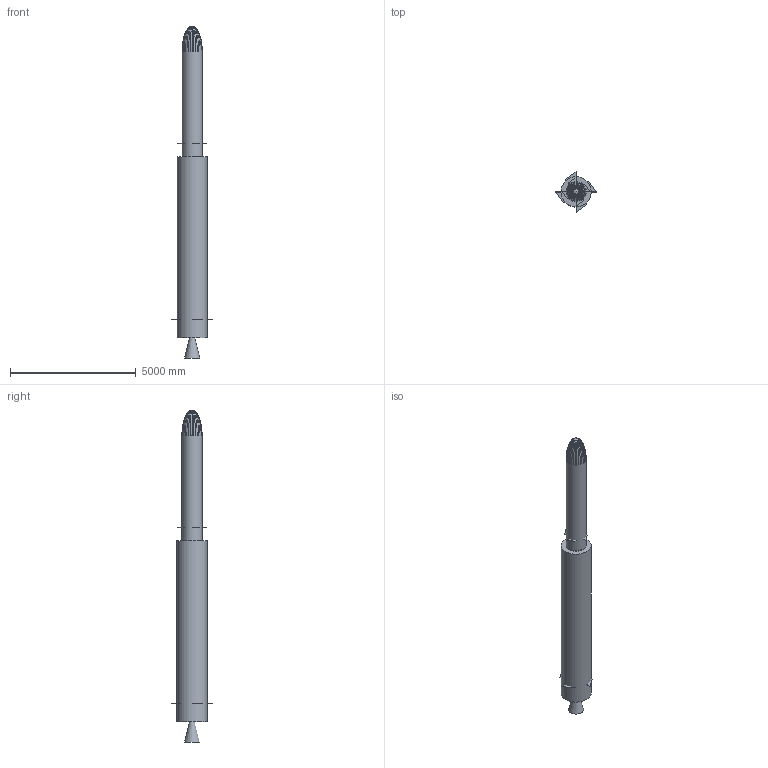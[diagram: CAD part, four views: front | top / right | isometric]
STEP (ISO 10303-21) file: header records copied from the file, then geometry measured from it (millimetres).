
FILE_DESCRIPTION(('FreeCAD Model'),'2;1');
FILE_NAME('Open CASCADE Shape Model','2025-04-13T20:23:00',('Author'),( ''),'Open CASCADE STEP processor 7.8','FreeCAD','Unknown');
FILE_SCHEMA(('AUTOMOTIVE_DESIGN { 1 0 10303 214 1 1 1 1 }'));
Length unit declared in the file: millimetre
Products named in the file (17): TwoStageRocket; FirstStageBody; SecondStageBody; NoseCone; FirstStageFin_1; FirstStageFin_2; FirstStageFin_3; FirstStageFin_4; SecondStageFin_1; SecondStageFin_2; SecondStageFin_3; SecondStageFin_4; FirstStageNozzle; SecondStageNozzle; FirstStagePressureVessel; SecondStagePressureVessel; StageSeparationSystem
Assembly tree (16 placements, depth 2):
  TwoStageRocket
    FirstStageBody
    SecondStageBody
    NoseCone
    FirstStageFin_1
    FirstStageFin_2
    FirstStageFin_3
    FirstStageFin_4
    SecondStageFin_1
    SecondStageFin_2
    SecondStageFin_3
    SecondStageFin_4
    FirstStageNozzle
    SecondStageNozzle
    FirstStagePressureVessel
    SecondStagePressureVessel
    StageSeparationSystem
Bounding box: 1600 x 1600 x 13200 mm (x, y, z)
Volume: 10825469636.9 mm3; surface area: 74467597.9 mm2
Topology: 16 solids, 16 shells, 129 faces, 223 edges, 139 vertices
Faces by surface type: plane 77, cone 32, cylinder 20
Full cylindrical faces by diameter (mm): 10 x12, 595 x1, 600 x1, 760 x1, 800 x2, 888 x1, 900 x1, 1200 x1
Entity records: 3306 total; most frequent: DIRECTION 588, CARTESIAN_POINT 507, ORIENTED_EDGE 444, EDGE_CURVE 222, AXIS2_PLACEMENT_3D 220, LINE 148, VECTOR 148, FACE_BOUND 145
